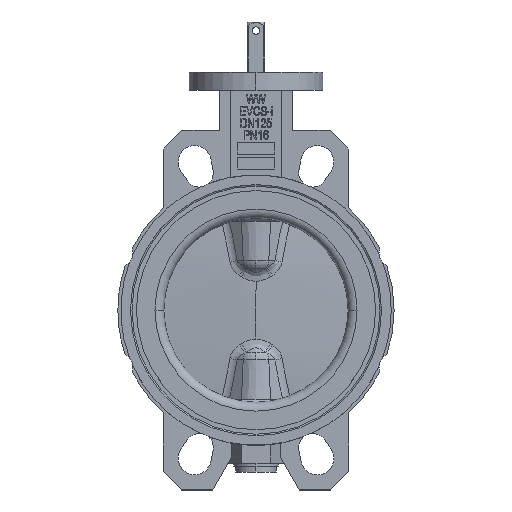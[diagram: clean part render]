
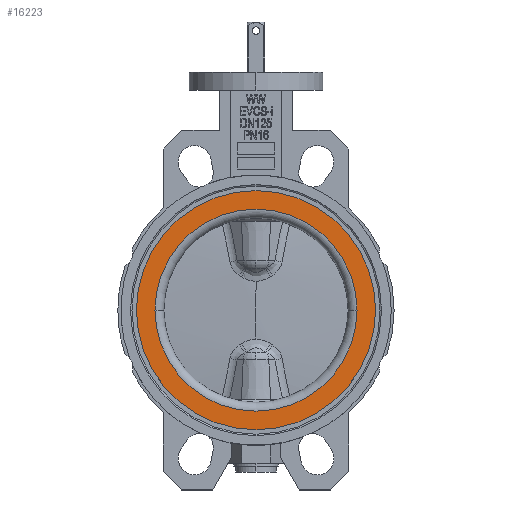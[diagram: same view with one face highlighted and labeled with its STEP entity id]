
A CAD part, top view. The second image highlights one B-rep face of the part: STEP entity #16223.
In plain terms, the highlighted planar face has unit normal (0, 0, 1).
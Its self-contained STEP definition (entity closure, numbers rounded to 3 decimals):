
#257 = AXIS2_PLACEMENT_3D ( 'NONE', #11580, #13626, #1543 ) ;
#963 = AXIS2_PLACEMENT_3D ( 'NONE', #17678, #7408, #21529 ) ;
#1073 = DIRECTION ( 'NONE',  ( 1., 0., 0. ) ) ;
#1543 = DIRECTION ( 'NONE',  ( -1., 0., 0. ) ) ;
#1964 = CIRCLE ( 'NONE', #8166, 80.5 ) ;
#3007 = ORIENTED_EDGE ( 'NONE', *, *, #3232, .T. ) ;
#3059 = DIRECTION ( 'NONE',  ( 0., 0., 1. ) ) ;
#3232 = EDGE_CURVE ( 'NONE', #13031, #12135, #1964, .T. ) ;
#3626 = EDGE_CURVE ( 'NONE', #20991, #4798, #24958, .T. ) ;
#3978 = ORIENTED_EDGE ( 'NONE', *, *, #3626, .F. ) ;
#4798 = VERTEX_POINT ( 'NONE', #19243 ) ;
#5402 = EDGE_CURVE ( 'NONE', #12135, #13031, #23852, .T. ) ;
#6474 = FACE_BOUND ( 'NONE', #8848, .T. ) ;
#7408 = DIRECTION ( 'NONE',  ( 0., 0., 1. ) ) ;
#7586 = DIRECTION ( 'NONE',  ( 1., 0., 0. ) ) ;
#8166 = AXIS2_PLACEMENT_3D ( 'NONE', #13132, #3059, #1073 ) ;
#8848 = EDGE_LOOP ( 'NONE', ( #15895, #3978 ) ) ;
#9069 = CARTESIAN_POINT ( 'NONE',  ( -80.5, 0., 29. ) ) ;
#10101 = AXIS2_PLACEMENT_3D ( 'NONE', #11556, #17849, #7586 ) ;
#11556 = CARTESIAN_POINT ( 'NONE',  ( 0., 0., 29. ) ) ;
#11580 = CARTESIAN_POINT ( 'NONE',  ( 0., 68., 29. ) ) ;
#11887 = AXIS2_PLACEMENT_3D ( 'NONE', #14879, #18923, #19101 ) ;
#12135 = VERTEX_POINT ( 'NONE', #15953 ) ;
#13031 = VERTEX_POINT ( 'NONE', #9069 ) ;
#13132 = CARTESIAN_POINT ( 'NONE',  ( 0., 0., 29. ) ) ;
#13626 = DIRECTION ( 'NONE',  ( 0., 0., -1. ) ) ;
#14879 = CARTESIAN_POINT ( 'NONE',  ( 0., 0., 29. ) ) ;
#15415 = CARTESIAN_POINT ( 'NONE',  ( -68., 0., 29. ) ) ;
#15895 = ORIENTED_EDGE ( 'NONE', *, *, #17265, .F. ) ;
#15953 = CARTESIAN_POINT ( 'NONE',  ( 80.5, 0., 29. ) ) ;
#16223 = ADVANCED_FACE ( 'NONE', ( #6474, #24421 ), #23645, .F. ) ;
#17265 = EDGE_CURVE ( 'NONE', #4798, #20991, #18667, .T. ) ;
#17678 = CARTESIAN_POINT ( 'NONE',  ( 0., 0., 29. ) ) ;
#17849 = DIRECTION ( 'NONE',  ( 0., 0., 1. ) ) ;
#18667 = CIRCLE ( 'NONE', #963, 68. ) ;
#18923 = DIRECTION ( 'NONE',  ( 0., 0., 1. ) ) ;
#19101 = DIRECTION ( 'NONE',  ( 1., 0., 0. ) ) ;
#19243 = CARTESIAN_POINT ( 'NONE',  ( 68., 0., 29. ) ) ;
#20991 = VERTEX_POINT ( 'NONE', #15415 ) ;
#21529 = DIRECTION ( 'NONE',  ( 1., 0., 0. ) ) ;
#23595 = EDGE_LOOP ( 'NONE', ( #24464, #3007 ) ) ;
#23645 = PLANE ( 'NONE',  #257 ) ;
#23852 = CIRCLE ( 'NONE', #10101, 80.5 ) ;
#24421 = FACE_OUTER_BOUND ( 'NONE', #23595, .T. ) ;
#24464 = ORIENTED_EDGE ( 'NONE', *, *, #5402, .T. ) ;
#24958 = CIRCLE ( 'NONE', #11887, 68. ) ;
